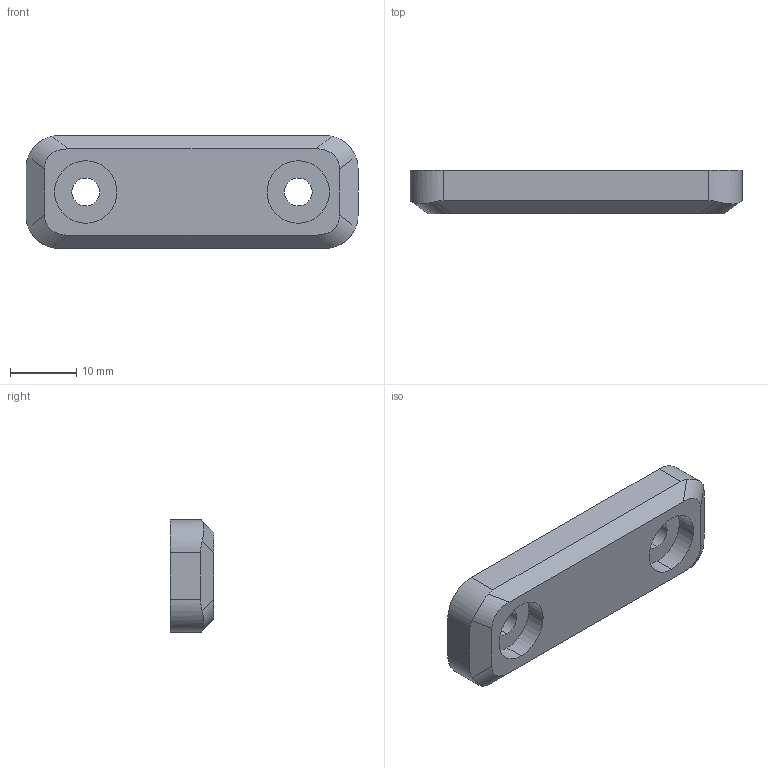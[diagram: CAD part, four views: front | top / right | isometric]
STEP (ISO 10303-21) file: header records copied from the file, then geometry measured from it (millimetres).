
FILE_DESCRIPTION( (''), '2;1');
FILE_NAME ('PC011.21848.TL_378_W_25862.stp','2024-08-23T17:46:12',(''),(''),'spGate 19.8.4 (****-****-****-****)','','');
FILE_SCHEMA (('AUTOMOTIVE_DESIGN'));
Length unit declared in the file: millimetre
Products named in the file (2): Assembly; magnet
Assembly tree (1 placements, depth 2):
  Assembly
    magnet
Bounding box: 50 x 6.6 x 17 mm (x, y, z)
Volume: 4696.2 mm3; surface area: 2547.3 mm2
Topology: 1 solids, 1 shells, 28 faces, 72 edges, 48 vertices
Faces by surface type: cylinder 16, plane 12
Entity records: 1508 total; most frequent: CARTESIAN_POINT 236, ORIENTED_EDGE 144, DIRECTION 132, COLOUR_RGB 101, PRESENTATION_STYLE_ASSIGNMENT 101, STYLED_ITEM 101, EDGE_CURVE 72, DRAUGHTING_PRE_DEFINED_CURVE_FONT 72
